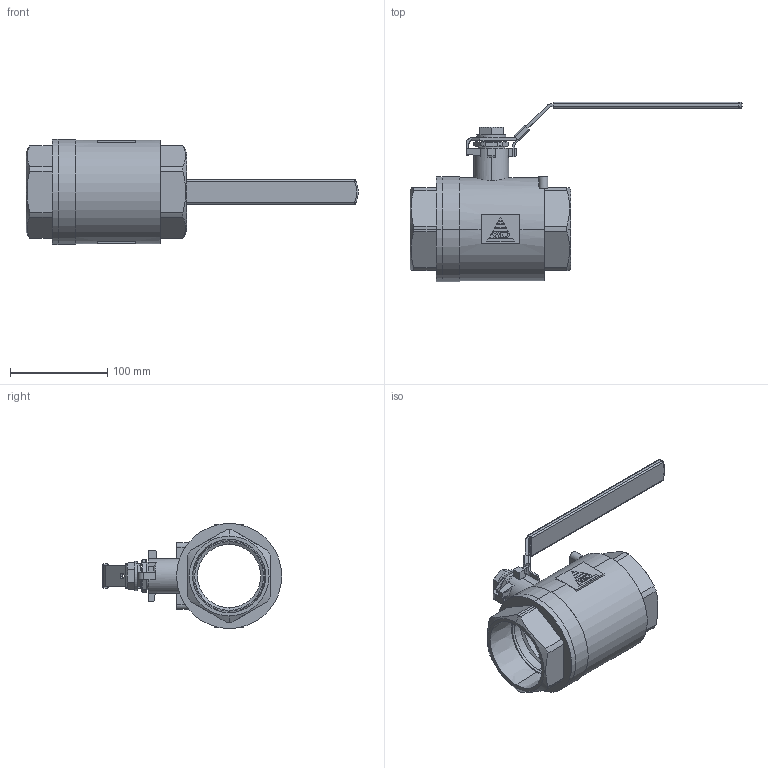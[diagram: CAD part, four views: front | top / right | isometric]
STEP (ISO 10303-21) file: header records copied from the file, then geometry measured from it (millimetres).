
FILE_DESCRIPTION (( 'STEP AP203' ), '1' );
FILE_NAME ('V-106L-THREADED-PN40_DN65.STEP', '2019-11-08T07:21:25', ( '' ), ( '' ), 'SwSTEP 2.0', 'SolidWorks 2012', '' );
FILE_SCHEMA (( 'CONFIG_CONTROL_DESIGN' ));
Length unit declared in the file: millimetre
Products named in the file (5): V-106L-THREADED-PN40_DN65; Hexagon Thin Nut ISO - 4035 - M16 - N_Hexagon Thin Nut ISO - 4035 - M16 - N; Washer ISO 7089 - 16_Washer ISO 7089 - 16; V-109-HANDLE_255L; V-106L-THREADED-PN40_DN65-BODY
Assembly tree (4 placements, depth 2):
  V-106L-THREADED-PN40_DN65
    V-106L-THREADED-PN40_DN65-BODY
    V-109-HANDLE_255L
    Washer ISO 7089 - 16_Washer ISO 7089 - 16
    Hexagon Thin Nut ISO - 4035 - M16 - N_Hexagon Thin Nut ISO - 4035 - M16 - N
Bounding box: 341.16 x 184.3 x 108 mm (x, y, z)
Volume: 787094.2 mm3; surface area: 137973.5 mm2
Topology: 5 solids, 5 shells, 391 faces, 1007 edges, 646 vertices
Faces by surface type: plane 268, cylinder 81, cone 36, sphere 4, torus 2
Entity records: 12655 total; most frequent: CARTESIAN_POINT 2564, ORIENTED_EDGE 2002, DIRECTION 1953, EDGE_CURVE 1001, LINE 719, VECTOR 719, VERTEX_POINT 646, AXIS2_PLACEMENT_3D 617
